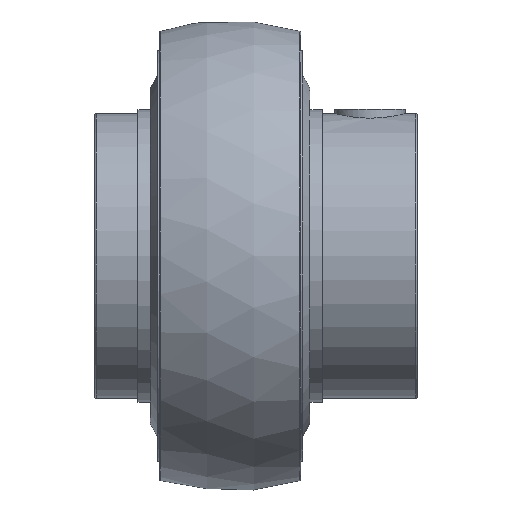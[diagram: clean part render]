
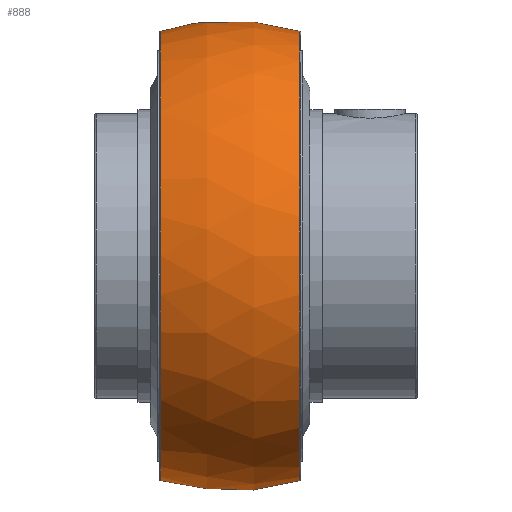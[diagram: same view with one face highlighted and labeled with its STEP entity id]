
A CAD part, top view. The second image highlights one B-rep face of the part: STEP entity #888.
In plain terms, the highlighted spherical face has radius 20 mm.
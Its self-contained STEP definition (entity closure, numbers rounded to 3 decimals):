
#139=B_SPLINE_CURVE_WITH_KNOTS('',3,(#1484,#1485,#1486,#1487,#1488,#1489,
#1490),.UNSPECIFIED.,.T.,.F.,(1,1,1,1,1,1,1,1,1,1,1),(-0.001,
-0.001,0.,0.,0.,0.001,
0.001,0.002,0.002,0.003,
0.003),.UNSPECIFIED.);
#140=B_SPLINE_CURVE_WITH_KNOTS('',3,(#1494,#1495,#1496,#1497,#1498,#1499,
#1500),.UNSPECIFIED.,.T.,.F.,(1,1,1,1,1,1,1,1,1,1,1),(-0.001,
-0.001,0.,0.,0.,0.001,
0.001,0.002,0.002,0.003,
0.003),.UNSPECIFIED.);
#145=ORIENTED_EDGE('',*,*,#325,.T.);
#146=ORIENTED_EDGE('',*,*,#326,.T.);
#147=ORIENTED_EDGE('',*,*,#327,.F.);
#148=ORIENTED_EDGE('',*,*,#328,.T.);
#325=EDGE_CURVE('',#681,#681,#415,.T.);
#326=EDGE_CURVE('',#682,#682,#139,.T.);
#327=EDGE_CURVE('',#683,#683,#416,.T.);
#328=EDGE_CURVE('',#684,#684,#140,.T.);
#415=CIRCLE('',#1019,19.101);
#416=CIRCLE('',#1020,19.101);
#467=EDGE_LOOP('',(#145));
#468=EDGE_LOOP('',(#146));
#469=EDGE_LOOP('',(#147));
#470=EDGE_LOOP('',(#148));
#681=VERTEX_POINT('',#1483);
#682=VERTEX_POINT('',#1491);
#683=VERTEX_POINT('',#1493);
#684=VERTEX_POINT('',#1501);
#761=FACE_BOUND('',#467,.T.);
#762=FACE_BOUND('',#468,.T.);
#763=FACE_BOUND('',#469,.T.);
#764=FACE_BOUND('',#470,.T.);
#886=SPHERICAL_SURFACE('',#1018,20.);
#888=ADVANCED_FACE('',(#761,#762,#763,#764),#886,.T.);
#1018=AXIS2_PLACEMENT_3D('',#1481,#1178,#1179);
#1019=AXIS2_PLACEMENT_3D('',#1482,#1180,#1181);
#1020=AXIS2_PLACEMENT_3D('',#1492,#1182,#1183);
#1178=DIRECTION('',(1.,0.,0.));
#1179=DIRECTION('',(0.,1.,0.));
#1180=DIRECTION('',(1.,0.,0.));
#1181=DIRECTION('',(0.,0.,-1.));
#1182=DIRECTION('',(1.,0.,0.));
#1183=DIRECTION('',(0.,0.,-1.));
#1481=CARTESIAN_POINT('',(0.,0.,0.));
#1482=CARTESIAN_POINT('',(-5.93,0.,0.));
#1483=CARTESIAN_POINT('',(-5.93,0.,-19.101));
#1484=CARTESIAN_POINT('',(-3.315,19.724,0.321));
#1485=CARTESIAN_POINT('',(-3.319,19.723,-0.317));
#1486=CARTESIAN_POINT('',(-2.685,19.819,-0.321));
#1487=CARTESIAN_POINT('',(-2.681,19.82,0.317));
#1488=CARTESIAN_POINT('',(-3.315,19.724,0.321));
#1489=CARTESIAN_POINT('',(-3.319,19.723,-0.317));
#1490=CARTESIAN_POINT('',(-2.685,19.819,-0.321));
#1491=CARTESIAN_POINT('',(-3.213,19.739,-0.211));
#1492=CARTESIAN_POINT('',(5.93,0.,0.));
#1493=CARTESIAN_POINT('',(5.93,0.,-19.101));
#1494=CARTESIAN_POINT('',(3.158,-9.509,-17.313));
#1495=CARTESIAN_POINT('',(2.579,-9.78,-17.257));
#1496=CARTESIAN_POINT('',(2.842,-10.263,-16.933));
#1497=CARTESIAN_POINT('',(3.421,-9.992,-16.987));
#1498=CARTESIAN_POINT('',(3.158,-9.509,-17.313));
#1499=CARTESIAN_POINT('',(2.579,-9.78,-17.257));
#1500=CARTESIAN_POINT('',(2.842,-10.263,-16.933));
#1501=CARTESIAN_POINT('',(2.719,-9.815,-17.213));
